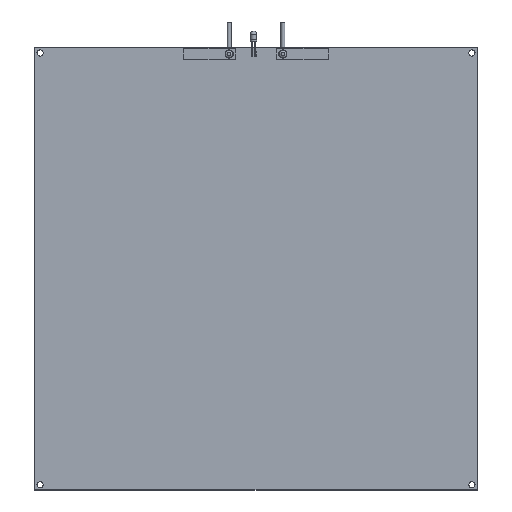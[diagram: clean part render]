
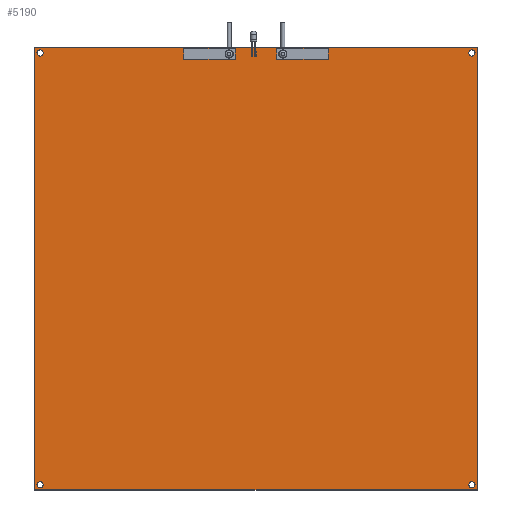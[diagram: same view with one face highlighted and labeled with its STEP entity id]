
A CAD part, top view. The second image highlights one B-rep face of the part: STEP entity #5190.
In plain terms, the highlighted planar face has unit normal (0, 0, 1).
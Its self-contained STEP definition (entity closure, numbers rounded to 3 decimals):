
#5001 = VERTEX_POINT('',#5002);
#5002 = CARTESIAN_POINT('',(-107.,-107.,1.5));
#5009 = PLANE('',#5010);
#5010 = AXIS2_PLACEMENT_3D('',#5011,#5012,#5013);
#5011 = CARTESIAN_POINT('',(-107.,-107.,0.));
#5012 = DIRECTION('',(1.,0.,0.));
#5013 = DIRECTION('',(0.,0.,1.));
#5021 = PLANE('',#5022);
#5022 = AXIS2_PLACEMENT_3D('',#5023,#5024,#5025);
#5023 = CARTESIAN_POINT('',(-107.,-107.,0.));
#5024 = DIRECTION('',(0.,1.,0.));
#5025 = DIRECTION('',(0.,0.,1.));
#5062 = VERTEX_POINT('',#5063);
#5063 = CARTESIAN_POINT('',(-107.,107.,1.5));
#5077 = PLANE('',#5078);
#5078 = AXIS2_PLACEMENT_3D('',#5079,#5080,#5081);
#5079 = CARTESIAN_POINT('',(-107.,107.,0.));
#5080 = DIRECTION('',(0.,1.,0.));
#5081 = DIRECTION('',(0.,0.,1.));
#5089 = EDGE_CURVE('',#5001,#5062,#5090,.T.);
#5090 = SURFACE_CURVE('',#5091,(#5095,#5102),.PCURVE_S1.);
#5091 = LINE('',#5092,#5093);
#5092 = CARTESIAN_POINT('',(-107.,-107.,1.5));
#5093 = VECTOR('',#5094,1.);
#5094 = DIRECTION('',(0.,1.,0.));
#5095 = PCURVE('',#5009,#5096);
#5096 = DEFINITIONAL_REPRESENTATION('',(#5097),#5101);
#5097 = LINE('',#5098,#5099);
#5098 = CARTESIAN_POINT('',(1.5,0.));
#5099 = VECTOR('',#5100,1.);
#5100 = DIRECTION('',(0.,-1.));
#5101 = ( GEOMETRIC_REPRESENTATION_CONTEXT(2) 
PARAMETRIC_REPRESENTATION_CONTEXT() REPRESENTATION_CONTEXT('2D SPACE',''
  ) );
#5102 = PCURVE('',#5103,#5108);
#5103 = PLANE('',#5104);
#5104 = AXIS2_PLACEMENT_3D('',#5105,#5106,#5107);
#5105 = CARTESIAN_POINT('',(-107.,-107.,1.5));
#5106 = DIRECTION('',(0.,0.,1.));
#5107 = DIRECTION('',(1.,0.,0.));
#5108 = DEFINITIONAL_REPRESENTATION('',(#5109),#5113);
#5109 = LINE('',#5110,#5111);
#5110 = CARTESIAN_POINT('',(0.,0.));
#5111 = VECTOR('',#5112,1.);
#5112 = DIRECTION('',(0.,1.));
#5113 = ( GEOMETRIC_REPRESENTATION_CONTEXT(2) 
PARAMETRIC_REPRESENTATION_CONTEXT() REPRESENTATION_CONTEXT('2D SPACE',''
  ) );
#5142 = EDGE_CURVE('',#5001,#5143,#5145,.T.);
#5143 = VERTEX_POINT('',#5144);
#5144 = CARTESIAN_POINT('',(107.,-107.,1.5));
#5145 = SURFACE_CURVE('',#5146,(#5150,#5157),.PCURVE_S1.);
#5146 = LINE('',#5147,#5148);
#5147 = CARTESIAN_POINT('',(-107.,-107.,1.5));
#5148 = VECTOR('',#5149,1.);
#5149 = DIRECTION('',(1.,0.,0.));
#5150 = PCURVE('',#5021,#5151);
#5151 = DEFINITIONAL_REPRESENTATION('',(#5152),#5156);
#5152 = LINE('',#5153,#5154);
#5153 = CARTESIAN_POINT('',(1.5,0.));
#5154 = VECTOR('',#5155,1.);
#5155 = DIRECTION('',(0.,1.));
#5156 = ( GEOMETRIC_REPRESENTATION_CONTEXT(2) 
PARAMETRIC_REPRESENTATION_CONTEXT() REPRESENTATION_CONTEXT('2D SPACE',''
  ) );
#5157 = PCURVE('',#5103,#5158);
#5158 = DEFINITIONAL_REPRESENTATION('',(#5159),#5163);
#5159 = LINE('',#5160,#5161);
#5160 = CARTESIAN_POINT('',(0.,0.));
#5161 = VECTOR('',#5162,1.);
#5162 = DIRECTION('',(1.,0.));
#5163 = ( GEOMETRIC_REPRESENTATION_CONTEXT(2) 
PARAMETRIC_REPRESENTATION_CONTEXT() REPRESENTATION_CONTEXT('2D SPACE',''
  ) );
#5179 = PLANE('',#5180);
#5180 = AXIS2_PLACEMENT_3D('',#5181,#5182,#5183);
#5181 = CARTESIAN_POINT('',(107.,-107.,0.));
#5182 = DIRECTION('',(1.,0.,0.));
#5183 = DIRECTION('',(0.,0.,1.));
#5190 = ADVANCED_FACE('',(#5191,#5239,#5270,#5301,#5332),#5103,.T.);
#5191 = FACE_BOUND('',#5192,.T.);
#5192 = EDGE_LOOP('',(#5193,#5194,#5195,#5218));
#5193 = ORIENTED_EDGE('',*,*,#5089,.F.);
#5194 = ORIENTED_EDGE('',*,*,#5142,.T.);
#5195 = ORIENTED_EDGE('',*,*,#5196,.T.);
#5196 = EDGE_CURVE('',#5143,#5197,#5199,.T.);
#5197 = VERTEX_POINT('',#5198);
#5198 = CARTESIAN_POINT('',(107.,107.,1.5));
#5199 = SURFACE_CURVE('',#5200,(#5204,#5211),.PCURVE_S1.);
#5200 = LINE('',#5201,#5202);
#5201 = CARTESIAN_POINT('',(107.,-107.,1.5));
#5202 = VECTOR('',#5203,1.);
#5203 = DIRECTION('',(0.,1.,0.));
#5204 = PCURVE('',#5103,#5205);
#5205 = DEFINITIONAL_REPRESENTATION('',(#5206),#5210);
#5206 = LINE('',#5207,#5208);
#5207 = CARTESIAN_POINT('',(214.,0.));
#5208 = VECTOR('',#5209,1.);
#5209 = DIRECTION('',(0.,1.));
#5210 = ( GEOMETRIC_REPRESENTATION_CONTEXT(2) 
PARAMETRIC_REPRESENTATION_CONTEXT() REPRESENTATION_CONTEXT('2D SPACE',''
  ) );
#5211 = PCURVE('',#5179,#5212);
#5212 = DEFINITIONAL_REPRESENTATION('',(#5213),#5217);
#5213 = LINE('',#5214,#5215);
#5214 = CARTESIAN_POINT('',(1.5,0.));
#5215 = VECTOR('',#5216,1.);
#5216 = DIRECTION('',(0.,-1.));
#5217 = ( GEOMETRIC_REPRESENTATION_CONTEXT(2) 
PARAMETRIC_REPRESENTATION_CONTEXT() REPRESENTATION_CONTEXT('2D SPACE',''
  ) );
#5218 = ORIENTED_EDGE('',*,*,#5219,.F.);
#5219 = EDGE_CURVE('',#5062,#5197,#5220,.T.);
#5220 = SURFACE_CURVE('',#5221,(#5225,#5232),.PCURVE_S1.);
#5221 = LINE('',#5222,#5223);
#5222 = CARTESIAN_POINT('',(-107.,107.,1.5));
#5223 = VECTOR('',#5224,1.);
#5224 = DIRECTION('',(1.,0.,0.));
#5225 = PCURVE('',#5103,#5226);
#5226 = DEFINITIONAL_REPRESENTATION('',(#5227),#5231);
#5227 = LINE('',#5228,#5229);
#5228 = CARTESIAN_POINT('',(0.,214.));
#5229 = VECTOR('',#5230,1.);
#5230 = DIRECTION('',(1.,0.));
#5231 = ( GEOMETRIC_REPRESENTATION_CONTEXT(2) 
PARAMETRIC_REPRESENTATION_CONTEXT() REPRESENTATION_CONTEXT('2D SPACE',''
  ) );
#5232 = PCURVE('',#5077,#5233);
#5233 = DEFINITIONAL_REPRESENTATION('',(#5234),#5238);
#5234 = LINE('',#5235,#5236);
#5235 = CARTESIAN_POINT('',(1.5,0.));
#5236 = VECTOR('',#5237,1.);
#5237 = DIRECTION('',(0.,1.));
#5238 = ( GEOMETRIC_REPRESENTATION_CONTEXT(2) 
PARAMETRIC_REPRESENTATION_CONTEXT() REPRESENTATION_CONTEXT('2D SPACE',''
  ) );
#5239 = FACE_BOUND('',#5240,.T.);
#5240 = EDGE_LOOP('',(#5241));
#5241 = ORIENTED_EDGE('',*,*,#5242,.F.);
#5242 = EDGE_CURVE('',#5243,#5243,#5245,.T.);
#5243 = VERTEX_POINT('',#5244);
#5244 = CARTESIAN_POINT('',(-103.,-104.5,1.5));
#5245 = SURFACE_CURVE('',#5246,(#5251,#5258),.PCURVE_S1.);
#5246 = CIRCLE('',#5247,1.5);
#5247 = AXIS2_PLACEMENT_3D('',#5248,#5249,#5250);
#5248 = CARTESIAN_POINT('',(-104.5,-104.5,1.5));
#5249 = DIRECTION('',(0.,0.,1.));
#5250 = DIRECTION('',(1.,0.,0.));
#5251 = PCURVE('',#5103,#5252);
#5252 = DEFINITIONAL_REPRESENTATION('',(#5253),#5257);
#5253 = CIRCLE('',#5254,1.5);
#5254 = AXIS2_PLACEMENT_2D('',#5255,#5256);
#5255 = CARTESIAN_POINT('',(2.5,2.5));
#5256 = DIRECTION('',(1.,0.));
#5257 = ( GEOMETRIC_REPRESENTATION_CONTEXT(2) 
PARAMETRIC_REPRESENTATION_CONTEXT() REPRESENTATION_CONTEXT('2D SPACE',''
  ) );
#5258 = PCURVE('',#5259,#5264);
#5259 = CYLINDRICAL_SURFACE('',#5260,1.5);
#5260 = AXIS2_PLACEMENT_3D('',#5261,#5262,#5263);
#5261 = CARTESIAN_POINT('',(-104.5,-104.5,1.5));
#5262 = DIRECTION('',(0.,0.,1.));
#5263 = DIRECTION('',(1.,0.,0.));
#5264 = DEFINITIONAL_REPRESENTATION('',(#5265),#5269);
#5265 = LINE('',#5266,#5267);
#5266 = CARTESIAN_POINT('',(0.,0.));
#5267 = VECTOR('',#5268,1.);
#5268 = DIRECTION('',(1.,0.));
#5269 = ( GEOMETRIC_REPRESENTATION_CONTEXT(2) 
PARAMETRIC_REPRESENTATION_CONTEXT() REPRESENTATION_CONTEXT('2D SPACE',''
  ) );
#5270 = FACE_BOUND('',#5271,.T.);
#5271 = EDGE_LOOP('',(#5272));
#5272 = ORIENTED_EDGE('',*,*,#5273,.F.);
#5273 = EDGE_CURVE('',#5274,#5274,#5276,.T.);
#5274 = VERTEX_POINT('',#5275);
#5275 = CARTESIAN_POINT('',(-103.,104.5,1.5));
#5276 = SURFACE_CURVE('',#5277,(#5282,#5289),.PCURVE_S1.);
#5277 = CIRCLE('',#5278,1.5);
#5278 = AXIS2_PLACEMENT_3D('',#5279,#5280,#5281);
#5279 = CARTESIAN_POINT('',(-104.5,104.5,1.5));
#5280 = DIRECTION('',(0.,0.,1.));
#5281 = DIRECTION('',(1.,0.,0.));
#5282 = PCURVE('',#5103,#5283);
#5283 = DEFINITIONAL_REPRESENTATION('',(#5284),#5288);
#5284 = CIRCLE('',#5285,1.5);
#5285 = AXIS2_PLACEMENT_2D('',#5286,#5287);
#5286 = CARTESIAN_POINT('',(2.5,211.5));
#5287 = DIRECTION('',(1.,0.));
#5288 = ( GEOMETRIC_REPRESENTATION_CONTEXT(2) 
PARAMETRIC_REPRESENTATION_CONTEXT() REPRESENTATION_CONTEXT('2D SPACE',''
  ) );
#5289 = PCURVE('',#5290,#5295);
#5290 = CYLINDRICAL_SURFACE('',#5291,1.5);
#5291 = AXIS2_PLACEMENT_3D('',#5292,#5293,#5294);
#5292 = CARTESIAN_POINT('',(-104.5,104.5,1.5));
#5293 = DIRECTION('',(0.,0.,1.));
#5294 = DIRECTION('',(1.,0.,0.));
#5295 = DEFINITIONAL_REPRESENTATION('',(#5296),#5300);
#5296 = LINE('',#5297,#5298);
#5297 = CARTESIAN_POINT('',(0.,0.));
#5298 = VECTOR('',#5299,1.);
#5299 = DIRECTION('',(1.,0.));
#5300 = ( GEOMETRIC_REPRESENTATION_CONTEXT(2) 
PARAMETRIC_REPRESENTATION_CONTEXT() REPRESENTATION_CONTEXT('2D SPACE',''
  ) );
#5301 = FACE_BOUND('',#5302,.T.);
#5302 = EDGE_LOOP('',(#5303));
#5303 = ORIENTED_EDGE('',*,*,#5304,.F.);
#5304 = EDGE_CURVE('',#5305,#5305,#5307,.T.);
#5305 = VERTEX_POINT('',#5306);
#5306 = CARTESIAN_POINT('',(106.,104.5,1.5));
#5307 = SURFACE_CURVE('',#5308,(#5313,#5320),.PCURVE_S1.);
#5308 = CIRCLE('',#5309,1.5);
#5309 = AXIS2_PLACEMENT_3D('',#5310,#5311,#5312);
#5310 = CARTESIAN_POINT('',(104.5,104.5,1.5));
#5311 = DIRECTION('',(0.,0.,1.));
#5312 = DIRECTION('',(1.,0.,0.));
#5313 = PCURVE('',#5103,#5314);
#5314 = DEFINITIONAL_REPRESENTATION('',(#5315),#5319);
#5315 = CIRCLE('',#5316,1.5);
#5316 = AXIS2_PLACEMENT_2D('',#5317,#5318);
#5317 = CARTESIAN_POINT('',(211.5,211.5));
#5318 = DIRECTION('',(1.,0.));
#5319 = ( GEOMETRIC_REPRESENTATION_CONTEXT(2) 
PARAMETRIC_REPRESENTATION_CONTEXT() REPRESENTATION_CONTEXT('2D SPACE',''
  ) );
#5320 = PCURVE('',#5321,#5326);
#5321 = CYLINDRICAL_SURFACE('',#5322,1.5);
#5322 = AXIS2_PLACEMENT_3D('',#5323,#5324,#5325);
#5323 = CARTESIAN_POINT('',(104.5,104.5,1.5));
#5324 = DIRECTION('',(0.,0.,1.));
#5325 = DIRECTION('',(1.,0.,0.));
#5326 = DEFINITIONAL_REPRESENTATION('',(#5327),#5331);
#5327 = LINE('',#5328,#5329);
#5328 = CARTESIAN_POINT('',(0.,0.));
#5329 = VECTOR('',#5330,1.);
#5330 = DIRECTION('',(1.,0.));
#5331 = ( GEOMETRIC_REPRESENTATION_CONTEXT(2) 
PARAMETRIC_REPRESENTATION_CONTEXT() REPRESENTATION_CONTEXT('2D SPACE',''
  ) );
#5332 = FACE_BOUND('',#5333,.T.);
#5333 = EDGE_LOOP('',(#5334));
#5334 = ORIENTED_EDGE('',*,*,#5335,.F.);
#5335 = EDGE_CURVE('',#5336,#5336,#5338,.T.);
#5336 = VERTEX_POINT('',#5337);
#5337 = CARTESIAN_POINT('',(106.,-104.5,1.5));
#5338 = SURFACE_CURVE('',#5339,(#5344,#5351),.PCURVE_S1.);
#5339 = CIRCLE('',#5340,1.5);
#5340 = AXIS2_PLACEMENT_3D('',#5341,#5342,#5343);
#5341 = CARTESIAN_POINT('',(104.5,-104.5,1.5));
#5342 = DIRECTION('',(0.,0.,1.));
#5343 = DIRECTION('',(1.,0.,0.));
#5344 = PCURVE('',#5103,#5345);
#5345 = DEFINITIONAL_REPRESENTATION('',(#5346),#5350);
#5346 = CIRCLE('',#5347,1.5);
#5347 = AXIS2_PLACEMENT_2D('',#5348,#5349);
#5348 = CARTESIAN_POINT('',(211.5,2.5));
#5349 = DIRECTION('',(1.,0.));
#5350 = ( GEOMETRIC_REPRESENTATION_CONTEXT(2) 
PARAMETRIC_REPRESENTATION_CONTEXT() REPRESENTATION_CONTEXT('2D SPACE',''
  ) );
#5351 = PCURVE('',#5352,#5357);
#5352 = CYLINDRICAL_SURFACE('',#5353,1.5);
#5353 = AXIS2_PLACEMENT_3D('',#5354,#5355,#5356);
#5354 = CARTESIAN_POINT('',(104.5,-104.5,1.5));
#5355 = DIRECTION('',(0.,0.,1.));
#5356 = DIRECTION('',(1.,0.,0.));
#5357 = DEFINITIONAL_REPRESENTATION('',(#5358),#5362);
#5358 = LINE('',#5359,#5360);
#5359 = CARTESIAN_POINT('',(0.,0.));
#5360 = VECTOR('',#5361,1.);
#5361 = DIRECTION('',(1.,0.));
#5362 = ( GEOMETRIC_REPRESENTATION_CONTEXT(2) 
PARAMETRIC_REPRESENTATION_CONTEXT() REPRESENTATION_CONTEXT('2D SPACE',''
  ) );
